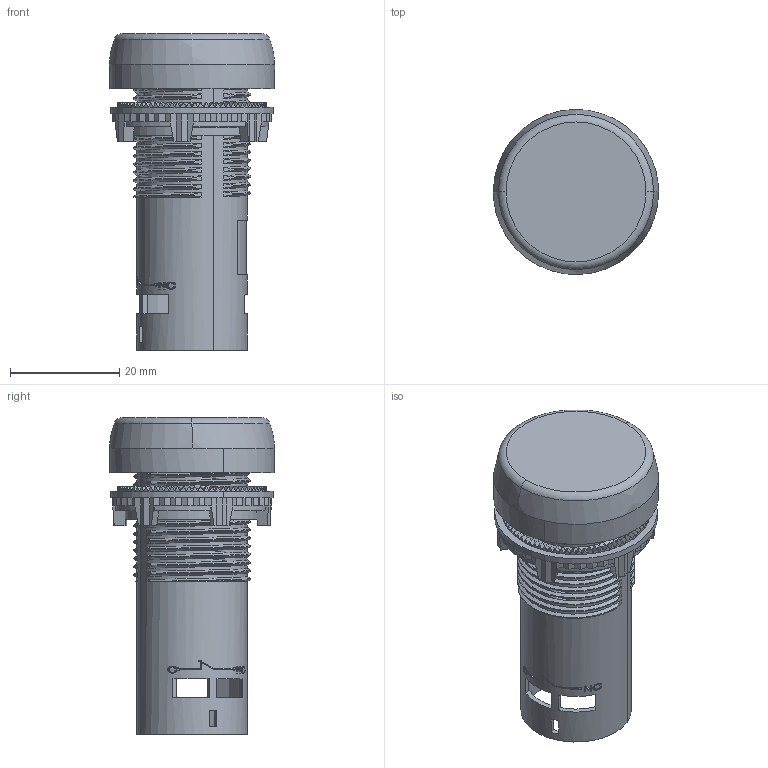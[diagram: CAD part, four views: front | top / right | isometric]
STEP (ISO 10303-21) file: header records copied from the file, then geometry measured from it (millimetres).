
FILE_DESCRIPTION((''),'2;1');
FILE_NAME('004771481_ECM_P01_R_ASM','2023-10-09T07:17:57',('klemen.sitar'),('Audax d.o.o.'),'CREO PARAMETRIC BY PTC INC, 2021304','CREO PARAMETRIC BY PTC INC, 2021304','');
FILE_SCHEMA(('AP242_MANAGED_MODEL_BASED_3D_ENGINEERING_MIM_LF { 1 0 10303 442 1 1 4 }'));
Products named in the file (9): HB400035_COMPRESSION_SPRING_1; HB122002_LOCKING_NUT_1; MUSHROOM_HEAD_PUSH_TURN_1; HB111007_LENS_HOLDER_FOR_MUSHHE; HA650004_STAR_WASHER_1; HB153005_GROMMET_NEW_MUSHROOM_H; EMNRMH1_GENX_MUSHROOM_HEAD_PT_M_ASM; SINGLE_STATION_STOP__004771447__ASM; 004771481_ECM_P01_R_ASM
Assembly tree (8 placements, depth 4):
  004771481_ECM_P01_R_ASM
    SINGLE_STATION_STOP__004771447__ASM
      EMNRMH1_GENX_MUSHROOM_HEAD_PT_M_ASM
        HB400035_COMPRESSION_SPRING_1
        HB122002_LOCKING_NUT_1
        MUSHROOM_HEAD_PUSH_TURN_1
        HB111007_LENS_HOLDER_FOR_MUSHHE
        HA650004_STAR_WASHER_1
        HB153005_GROMMET_NEW_MUSHROOM_H
Bounding box: 30.2 x 30.19 x 57.9 mm (x, y, z)
Volume: 9037 mm3; surface area: 16095.6 mm2
Topology: 6 solids, 14 shells, 955 faces, 2629 edges, 1743 vertices
Faces by surface type: plane 567, cylinder 221, bspline 100, cone 44, torus 19, extrusion 4
Entity records: 67835 total; most frequent: CARTESIAN_POINT 35210, ORIENTED_EDGE 5242, DIRECTION 3782, PRESENTATION_STYLE_ASSIGNMENT 2808, STYLED_ITEM 2808, CURVE_STYLE 2621, EDGE_CURVE 2621, VERTEX_POINT 1741
